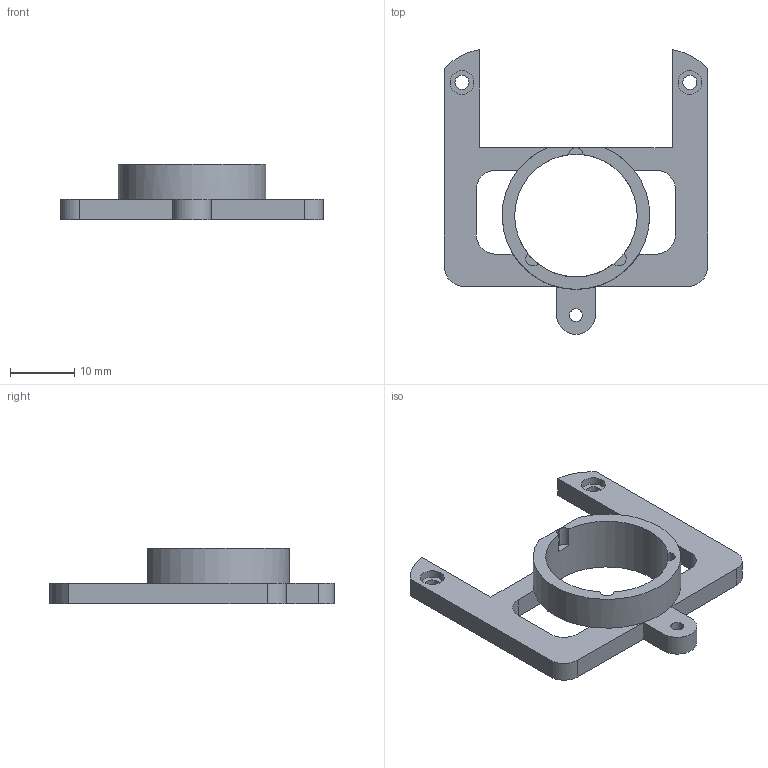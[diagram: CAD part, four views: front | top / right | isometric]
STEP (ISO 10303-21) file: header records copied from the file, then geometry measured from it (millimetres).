
FILE_DESCRIPTION(/* description */ (''),/* implementation_level */ '2;1');
FILE_NAME(/* name */ 'Holder.step',/* time_stamp */ '2026-01-06T22:17:39+08:00',/* author */ (''),/* organization */ (''),/* preprocessor_version */ 'ST-DEVELOPER v20.1',/* originating_system */ 'Autodesk Translation Framework v14.21.0.0',/* authorisation */ '');
FILE_SCHEMA (('AUTOMOTIVE_DESIGN { 1 0 10303 214 3 1 1 }'));
Length unit declared in the file: millimetre
Products named in the file (1): SparkinFP外壳
Bounding box: 40.99 x 44.37 x 8.7 mm (x, y, z)
Volume: 2693.7 mm3; surface area: 3115.2 mm2
Topology: 1 solids, 1 shells, 50 faces, 140 edges, 90 vertices
Faces by surface type: plane 29, cylinder 21
Full cylindrical faces by diameter (mm): 2 x1, 2.2 x2, 3.7 x2, 19.1 x1
Entity records: 1687 total; most frequent: DIRECTION 298, CARTESIAN_POINT 281, ORIENTED_EDGE 280, EDGE_CURVE 140, AXIS2_PLACEMENT_3D 107, VERTEX_POINT 90, LINE 84, VECTOR 84
